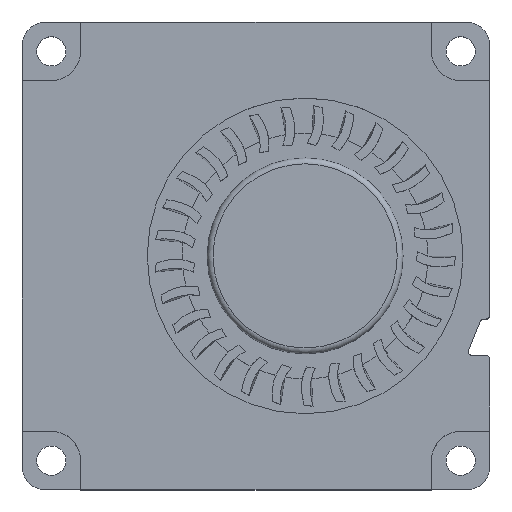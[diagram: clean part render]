
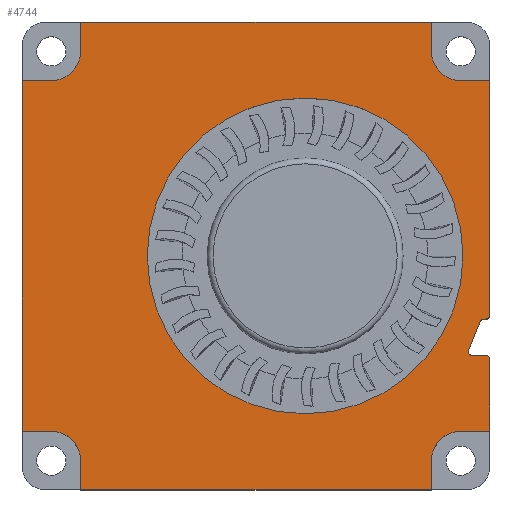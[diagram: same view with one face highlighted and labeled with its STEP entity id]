
A CAD part, top view. The second image highlights one B-rep face of the part: STEP entity #4744.
In plain terms, the highlighted planar face has unit normal (0, 0, 1).
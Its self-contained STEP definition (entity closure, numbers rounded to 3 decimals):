
#370=FACE_BOUND('',#664,.T.);
#406=FACE_OUTER_BOUND('',#663,.T.);
#663=EDGE_LOOP('',(#3212,#3213,#3214,#3215,#3216,#3217,#3218,#3219,#3220,
#3221,#3222,#3223,#3224,#3225,#3226,#3227,#3228,#3229,#3230,#3231,#3232,
#3233,#3234,#3235));
#664=EDGE_LOOP('',(#3236));
#918=CIRCLE('',#5012,13.5);
#920=CIRCLE('',#5030,0.35);
#921=CIRCLE('',#5033,2.5);
#922=CIRCLE('',#5034,2.5);
#923=CIRCLE('',#5035,2.5);
#924=CIRCLE('',#5036,2.5);
#925=CIRCLE('',#5037,0.35);
#926=CIRCLE('',#5038,0.3);
#927=CIRCLE('',#5039,0.3);
#1077=LINE('',#6493,#1478);
#1080=LINE('',#6499,#1481);
#1081=LINE('',#6501,#1482);
#1082=LINE('',#6505,#1483);
#1083=LINE('',#6507,#1484);
#1084=LINE('',#6509,#1485);
#1085=LINE('',#6513,#1486);
#1086=LINE('',#6515,#1487);
#1087=LINE('',#6517,#1488);
#1088=LINE('',#6521,#1489);
#1089=LINE('',#6523,#1490);
#1090=LINE('',#6525,#1491);
#1091=LINE('',#6529,#1492);
#1092=LINE('',#6531,#1493);
#1093=LINE('',#6535,#1494);
#1094=LINE('',#6539,#1495);
#1478=VECTOR('',#5448,10.);
#1481=VECTOR('',#5453,10.);
#1482=VECTOR('',#5454,10.);
#1483=VECTOR('',#5457,10.);
#1484=VECTOR('',#5458,10.);
#1485=VECTOR('',#5459,10.);
#1486=VECTOR('',#5462,10.);
#1487=VECTOR('',#5463,10.);
#1488=VECTOR('',#5464,10.);
#1489=VECTOR('',#5467,10.);
#1490=VECTOR('',#5468,10.);
#1491=VECTOR('',#5469,10.);
#1492=VECTOR('',#5472,10.);
#1493=VECTOR('',#5473,10.);
#1494=VECTOR('',#5476,10.);
#1495=VECTOR('',#5479,10.);
#1868=VERTEX_POINT('',#6450);
#1871=VERTEX_POINT('',#6486);
#1872=VERTEX_POINT('',#6488);
#1873=VERTEX_POINT('',#6492);
#1875=VERTEX_POINT('',#6498);
#1876=VERTEX_POINT('',#6500);
#1877=VERTEX_POINT('',#6502);
#1878=VERTEX_POINT('',#6504);
#1879=VERTEX_POINT('',#6506);
#1880=VERTEX_POINT('',#6508);
#1881=VERTEX_POINT('',#6510);
#1882=VERTEX_POINT('',#6512);
#1883=VERTEX_POINT('',#6514);
#1884=VERTEX_POINT('',#6516);
#1885=VERTEX_POINT('',#6518);
#1886=VERTEX_POINT('',#6520);
#1887=VERTEX_POINT('',#6522);
#1888=VERTEX_POINT('',#6524);
#1889=VERTEX_POINT('',#6526);
#1890=VERTEX_POINT('',#6528);
#1891=VERTEX_POINT('',#6530);
#1892=VERTEX_POINT('',#6532);
#1893=VERTEX_POINT('',#6534);
#1894=VERTEX_POINT('',#6536);
#1895=VERTEX_POINT('',#6538);
#2376=EDGE_CURVE('',#1868,#1868,#918,.T.);
#2394=EDGE_CURVE('',#1871,#1872,#920,.T.);
#2396=EDGE_CURVE('',#1873,#1872,#1077,.T.);
#2399=EDGE_CURVE('',#1875,#1871,#1080,.T.);
#2400=EDGE_CURVE('',#1875,#1876,#1081,.T.);
#2401=EDGE_CURVE('',#1876,#1877,#921,.T.);
#2402=EDGE_CURVE('',#1877,#1878,#1082,.T.);
#2403=EDGE_CURVE('',#1879,#1878,#1083,.T.);
#2404=EDGE_CURVE('',#1880,#1879,#1084,.T.);
#2405=EDGE_CURVE('',#1881,#1880,#922,.T.);
#2406=EDGE_CURVE('',#1882,#1881,#1085,.T.);
#2407=EDGE_CURVE('',#1882,#1883,#1086,.T.);
#2408=EDGE_CURVE('',#1884,#1883,#1087,.T.);
#2409=EDGE_CURVE('',#1885,#1884,#923,.T.);
#2410=EDGE_CURVE('',#1886,#1885,#1088,.T.);
#2411=EDGE_CURVE('',#1887,#1886,#1089,.T.);
#2412=EDGE_CURVE('',#1888,#1887,#1090,.T.);
#2413=EDGE_CURVE('',#1889,#1888,#924,.T.);
#2414=EDGE_CURVE('',#1890,#1889,#1091,.T.);
#2415=EDGE_CURVE('',#1891,#1890,#1092,.T.);
#2416=EDGE_CURVE('',#1892,#1891,#925,.T.);
#2417=EDGE_CURVE('',#1892,#1893,#1093,.T.);
#2418=EDGE_CURVE('',#1894,#1893,#926,.T.);
#2419=EDGE_CURVE('',#1894,#1895,#1094,.T.);
#2420=EDGE_CURVE('',#1873,#1895,#927,.T.);
#3212=ORIENTED_EDGE('',*,*,#2394,.F.);
#3213=ORIENTED_EDGE('',*,*,#2399,.F.);
#3214=ORIENTED_EDGE('',*,*,#2400,.T.);
#3215=ORIENTED_EDGE('',*,*,#2401,.T.);
#3216=ORIENTED_EDGE('',*,*,#2402,.T.);
#3217=ORIENTED_EDGE('',*,*,#2403,.F.);
#3218=ORIENTED_EDGE('',*,*,#2404,.F.);
#3219=ORIENTED_EDGE('',*,*,#2405,.F.);
#3220=ORIENTED_EDGE('',*,*,#2406,.F.);
#3221=ORIENTED_EDGE('',*,*,#2407,.T.);
#3222=ORIENTED_EDGE('',*,*,#2408,.F.);
#3223=ORIENTED_EDGE('',*,*,#2409,.F.);
#3224=ORIENTED_EDGE('',*,*,#2410,.F.);
#3225=ORIENTED_EDGE('',*,*,#2411,.F.);
#3226=ORIENTED_EDGE('',*,*,#2412,.F.);
#3227=ORIENTED_EDGE('',*,*,#2413,.F.);
#3228=ORIENTED_EDGE('',*,*,#2414,.F.);
#3229=ORIENTED_EDGE('',*,*,#2415,.F.);
#3230=ORIENTED_EDGE('',*,*,#2416,.F.);
#3231=ORIENTED_EDGE('',*,*,#2417,.T.);
#3232=ORIENTED_EDGE('',*,*,#2418,.F.);
#3233=ORIENTED_EDGE('',*,*,#2419,.T.);
#3234=ORIENTED_EDGE('',*,*,#2420,.F.);
#3235=ORIENTED_EDGE('',*,*,#2396,.T.);
#3236=ORIENTED_EDGE('',*,*,#2376,.T.);
#4596=PLANE('',#5032);
#4744=ADVANCED_FACE('',(#406,#370),#4596,.F.);
#5012=AXIS2_PLACEMENT_3D('',#6451,#5391,#5392);
#5030=AXIS2_PLACEMENT_3D('',#6489,#5443,#5444);
#5032=AXIS2_PLACEMENT_3D('',#6497,#5451,#5452);
#5033=AXIS2_PLACEMENT_3D('',#6503,#5455,#5456);
#5034=AXIS2_PLACEMENT_3D('',#6511,#5460,#5461);
#5035=AXIS2_PLACEMENT_3D('',#6519,#5465,#5466);
#5036=AXIS2_PLACEMENT_3D('',#6527,#5470,#5471);
#5037=AXIS2_PLACEMENT_3D('',#6533,#5474,#5475);
#5038=AXIS2_PLACEMENT_3D('',#6537,#5477,#5478);
#5039=AXIS2_PLACEMENT_3D('',#6540,#5480,#5481);
#5391=DIRECTION('center_axis',(0.,0.,-1.));
#5392=DIRECTION('ref_axis',(1.,0.,0.));
#5443=DIRECTION('center_axis',(0.,0.,-1.));
#5444=DIRECTION('ref_axis',(0.707,-0.707,0.));
#5448=DIRECTION('',(1.,0.,0.));
#5451=DIRECTION('center_axis',(0.,0.,-1.));
#5452=DIRECTION('ref_axis',(0.,1.,0.));
#5453=DIRECTION('',(0.,-1.,0.));
#5454=DIRECTION('',(-1.,0.,0.));
#5455=DIRECTION('center_axis',(0.,0.,-1.));
#5456=DIRECTION('ref_axis',(1.,0.,0.));
#5457=DIRECTION('',(0.,1.,0.));
#5458=DIRECTION('',(1.,0.,0.));
#5459=DIRECTION('',(0.,1.,0.));
#5460=DIRECTION('center_axis',(0.,0.,1.));
#5461=DIRECTION('ref_axis',(-1.,0.,0.));
#5462=DIRECTION('',(1.,0.,0.));
#5463=DIRECTION('',(0.,-1.,0.));
#5464=DIRECTION('',(-1.,0.,0.));
#5465=DIRECTION('center_axis',(0.,0.,1.));
#5466=DIRECTION('ref_axis',(-1.,0.,0.));
#5467=DIRECTION('',(0.,1.,0.));
#5468=DIRECTION('',(-1.,0.,0.));
#5469=DIRECTION('',(0.,-1.,0.));
#5470=DIRECTION('center_axis',(0.,0.,1.));
#5471=DIRECTION('ref_axis',(1.,0.,0.));
#5472=DIRECTION('',(-1.,0.,0.));
#5473=DIRECTION('',(0.,-1.,0.));
#5474=DIRECTION('center_axis',(0.,0.,-1.));
#5475=DIRECTION('ref_axis',(0.707,0.707,0.));
#5476=DIRECTION('',(-1.,0.,0.));
#5477=DIRECTION('center_axis',(0.,0.,1.));
#5478=DIRECTION('ref_axis',(-0.829,-0.559,0.));
#5479=DIRECTION('',(0.374,0.927,0.));
#5480=DIRECTION('center_axis',(0.,0.,1.));
#5481=DIRECTION('ref_axis',(-0.559,0.829,0.));
#6450=CARTESIAN_POINT('',(59.7,20.,20.));
#6451=CARTESIAN_POINT('Origin',(73.2,20.,20.));
#6486=CARTESIAN_POINT('',(89.,14.95,20.));
#6488=CARTESIAN_POINT('',(88.65,14.6,20.));
#6489=CARTESIAN_POINT('Origin',(88.65,14.95,20.));
#6492=CARTESIAN_POINT('',(88.453,14.6,20.));
#6493=CARTESIAN_POINT('',(78.625,14.6,20.));
#6497=CARTESIAN_POINT('Origin',(69.,20.,20.));
#6498=CARTESIAN_POINT('',(89.,35.,20.));
#6499=CARTESIAN_POINT('',(89.,20.,20.));
#6500=CARTESIAN_POINT('',(86.5,35.,20.));
#6501=CARTESIAN_POINT('',(79.,35.,20.));
#6502=CARTESIAN_POINT('',(84.,37.5,20.));
#6503=CARTESIAN_POINT('Origin',(86.5,37.5,20.));
#6504=CARTESIAN_POINT('',(84.,40.,20.));
#6505=CARTESIAN_POINT('',(84.,28.75,20.));
#6506=CARTESIAN_POINT('',(54.,40.,20.));
#6507=CARTESIAN_POINT('',(69.,40.,20.));
#6508=CARTESIAN_POINT('',(54.,37.5,20.));
#6509=CARTESIAN_POINT('',(54.,28.75,20.));
#6510=CARTESIAN_POINT('',(51.5,35.,20.));
#6511=CARTESIAN_POINT('Origin',(51.5,37.5,20.));
#6512=CARTESIAN_POINT('',(49.,35.,20.));
#6513=CARTESIAN_POINT('',(59.,35.,20.));
#6514=CARTESIAN_POINT('',(49.,5.,20.));
#6515=CARTESIAN_POINT('',(49.,20.,20.));
#6516=CARTESIAN_POINT('',(51.5,5.,20.));
#6517=CARTESIAN_POINT('',(59.,5.,20.));
#6518=CARTESIAN_POINT('',(54.,2.5,20.));
#6519=CARTESIAN_POINT('Origin',(51.5,2.5,20.));
#6520=CARTESIAN_POINT('',(54.,0.,20.));
#6521=CARTESIAN_POINT('',(54.,11.25,20.));
#6522=CARTESIAN_POINT('',(84.,0.,20.));
#6523=CARTESIAN_POINT('',(69.,0.,20.));
#6524=CARTESIAN_POINT('',(84.,2.5,20.));
#6525=CARTESIAN_POINT('',(84.,11.25,20.));
#6526=CARTESIAN_POINT('',(86.5,5.,20.));
#6527=CARTESIAN_POINT('Origin',(86.5,2.5,20.));
#6528=CARTESIAN_POINT('',(89.,5.,20.));
#6529=CARTESIAN_POINT('',(79.,5.,20.));
#6530=CARTESIAN_POINT('',(89.,11.15,20.));
#6531=CARTESIAN_POINT('',(89.,20.,20.));
#6532=CARTESIAN_POINT('',(88.65,11.5,20.));
#6533=CARTESIAN_POINT('Origin',(88.65,11.15,20.));
#6534=CARTESIAN_POINT('',(87.444,11.5,20.));
#6535=CARTESIAN_POINT('',(79.,11.5,20.));
#6536=CARTESIAN_POINT('',(87.166,11.912,20.));
#6537=CARTESIAN_POINT('Origin',(87.444,11.8,20.));
#6538=CARTESIAN_POINT('',(88.174,14.412,20.));
#6539=CARTESIAN_POINT('',(87.215,12.034,20.));
#6540=CARTESIAN_POINT('Origin',(88.453,14.3,20.));
